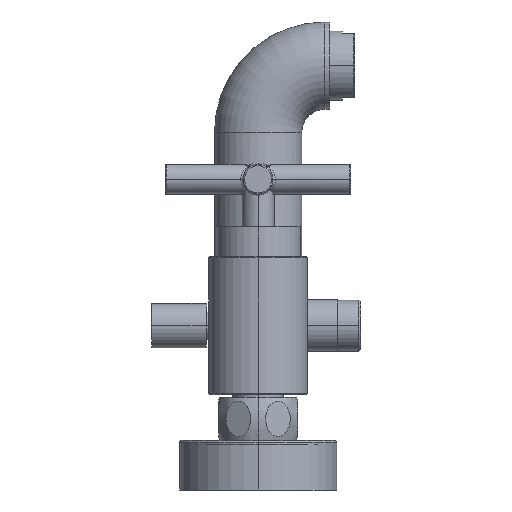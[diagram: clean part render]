
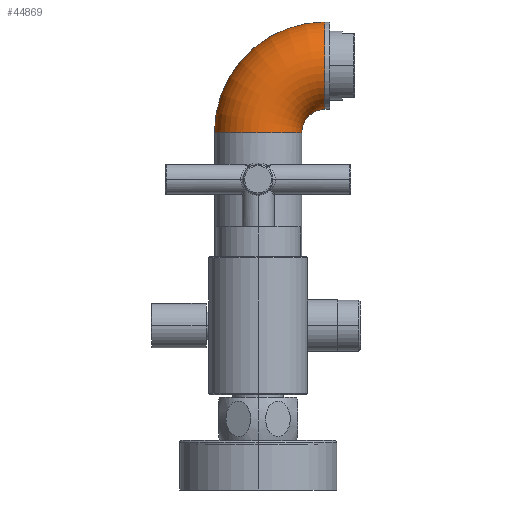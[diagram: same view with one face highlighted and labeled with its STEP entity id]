
A CAD part, left-side view. The second image highlights one B-rep face of the part: STEP entity #44869.
In plain terms, the highlighted toroidal (fillet/blend) face has major radius 27 mm and minor radius 17.65 mm.
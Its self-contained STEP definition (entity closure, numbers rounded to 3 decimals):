
#4194=CARTESIAN_POINT('',(0.,-27.,78.));
#4195=DIRECTION('',(1.,0.,0.));
#4196=DIRECTION('',(0.,1.,0.));
#4197=AXIS2_PLACEMENT_3D('',#4194,#4195,#4196);
#4421=CARTESIAN_POINT('',(0.,0.,78.));
#4422=DIRECTION('',(0.,0.,1.));
#4423=DIRECTION('',(0.,1.,0.));
#4424=AXIS2_PLACEMENT_3D('',#4421,#4422,#4423);
#4426=CARTESIAN_POINT('',(0.,-27.,78.));
#4427=DIRECTION('',(1.,0.,0.));
#4428=DIRECTION('',(0.,1.,0.));
#4429=AXIS2_PLACEMENT_3D('',#4426,#4427,#4428);
#4431=CARTESIAN_POINT('',(0.,-27.,105.));
#4432=DIRECTION('',(0.,-1.,0.));
#4433=DIRECTION('',(0.,0.,1.));
#4434=AXIS2_PLACEMENT_3D('',#4431,#4432,#4433);
#33995=CARTESIAN_POINT('',(0.,-17.65,78.));
#33996=CARTESIAN_POINT('',(0.,17.65,78.));
#33997=VERTEX_POINT('',#33995);
#33998=VERTEX_POINT('',#33996);
#33999=CARTESIAN_POINT('',(0.,-27.,87.35));
#34000=CARTESIAN_POINT('',(0.,-27.,122.65));
#34001=VERTEX_POINT('',#33999);
#34002=VERTEX_POINT('',#34000);
#44857=CARTESIAN_POINT('',(0.,-27.,78.));
#44858=DIRECTION('',(1.,0.,0.));
#44859=DIRECTION('',(0.,-1.,0.));
#44860=AXIS2_PLACEMENT_3D('',#44857,#44858,#44859);
#44861=TOROIDAL_SURFACE('',#44860,27.,17.65);
#44862=ORIENTED_EDGE('',*,*,#44833,.F.);
#44863=ORIENTED_EDGE('',*,*,#44666,.T.);
#44865=ORIENTED_EDGE('',*,*,#44864,.T.);
#44866=ORIENTED_EDGE('',*,*,#44663,.F.);
#44867=EDGE_LOOP('',(#44862,#44863,#44865,#44866));
#44868=FACE_OUTER_BOUND('',#44867,.F.);
#44869=ADVANCED_FACE('',(#44868),#44861,.T.);
#4198=CIRCLE('',#4197,9.35);
#4425=CIRCLE('',#4424,17.65);
#4430=CIRCLE('',#4429,44.65);
#4435=CIRCLE('',#4434,17.65);
#44663=EDGE_CURVE('',#33997,#34001,#4198,.T.);
#44666=EDGE_CURVE('',#33998,#34002,#4430,.T.);
#44833=EDGE_CURVE('',#33998,#33997,#4425,.T.);
#44864=EDGE_CURVE('',#34002,#34001,#4435,.T.);
